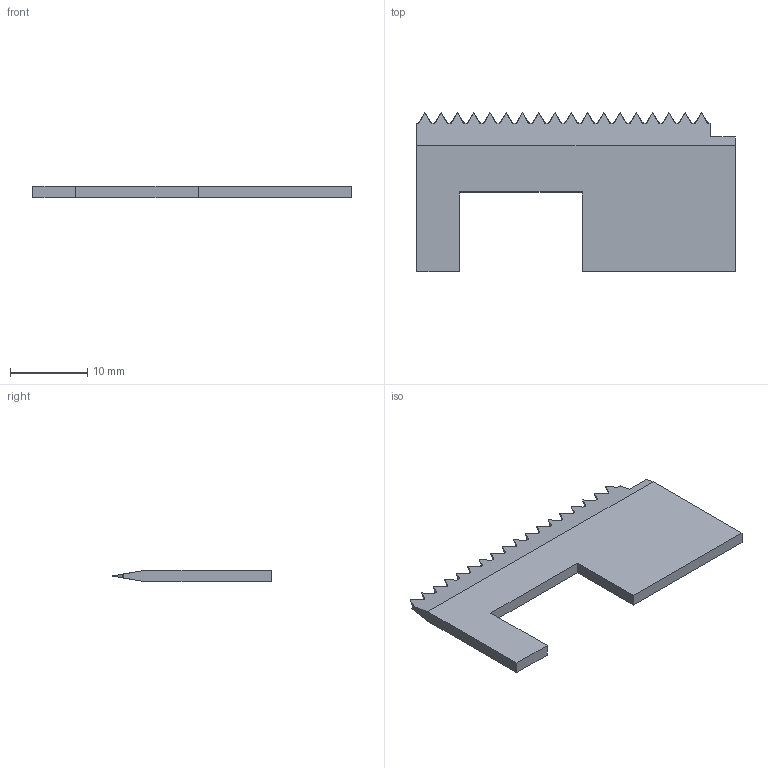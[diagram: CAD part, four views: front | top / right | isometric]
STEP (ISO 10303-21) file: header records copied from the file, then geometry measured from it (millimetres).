
FILE_DESCRIPTION (( 'STEP AP203' ), '1' );
FILE_NAME ('P1886.STEP', '2022-04-26T21:38:45', ( '' ), ( '' ), 'SwSTEP 2.0', 'SolidWorks 2020', '' );
FILE_SCHEMA (( 'CONFIG_CONTROL_DESIGN' ));
Length unit declared in the file: inch
Products named in the file (1): P1886
Bounding box: 41.27 x 20.62 x 1.52 mm (x, y, z)
Volume: 899.6 mm3; surface area: 1464.4 mm2
Topology: 1 solids, 1 shells, 86 faces, 234 edges, 150 vertices
Faces by surface type: plane 49, cylinder 37
Entity records: 2713 total; most frequent: CARTESIAN_POINT 693, ORIENTED_EDGE 468, DIRECTION 334, EDGE_CURVE 234, VECTOR 160, LINE 160, VERTEX_POINT 150, AXIS2_PLACEMENT_3D 87
